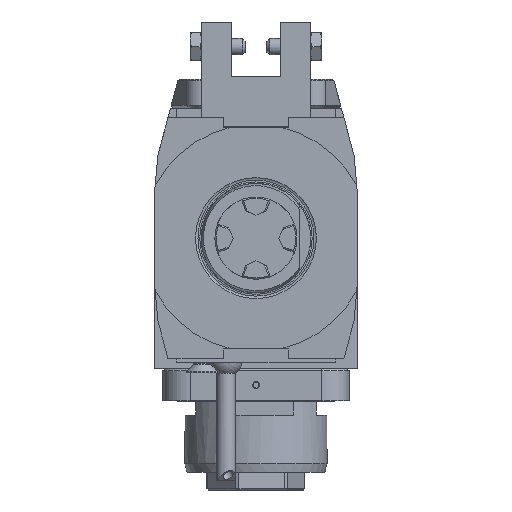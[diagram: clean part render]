
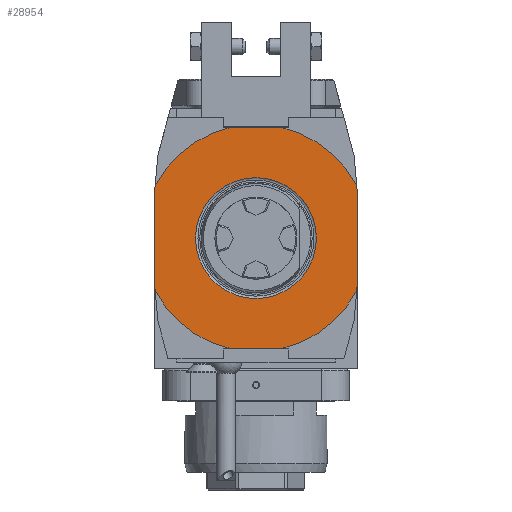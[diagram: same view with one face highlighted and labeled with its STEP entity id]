
A CAD part, front view. The second image highlights one B-rep face of the part: STEP entity #28954.
In plain terms, the highlighted planar face has unit normal (0, -1, 0).
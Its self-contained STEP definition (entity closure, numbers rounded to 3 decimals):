
#280 = CARTESIAN_POINT ( 'NONE',  ( -9.055, -75., -40.5 ) ) ;
#290 = ORIENTED_EDGE ( 'NONE', *, *, #310, .F. ) ;
#310 = EDGE_CURVE ( 'NONE', #13953, #31575, #9367, .T. ) ;
#800 = EDGE_LOOP ( 'NONE', ( #11734 ) ) ;
#1025 = VECTOR ( 'NONE', #31622, 1000. ) ;
#1044 = CARTESIAN_POINT ( 'NONE',  ( 0., -75., 0. ) ) ;
#1790 = ORIENTED_EDGE ( 'NONE', *, *, #19849, .T. ) ;
#2097 = DIRECTION ( 'NONE',  ( 0., -1., 0. ) ) ;
#2281 = VECTOR ( 'NONE', #10840, 1000. ) ;
#2421 = EDGE_CURVE ( 'NONE', #16954, #9470, #23071, .T. ) ;
#2907 = CIRCLE ( 'NONE', #21224, 41.5 ) ;
#3221 = VERTEX_POINT ( 'NONE', #3669 ) ;
#3568 = DIRECTION ( 'NONE',  ( 0., -1., 0. ) ) ;
#3669 = CARTESIAN_POINT ( 'NONE',  ( -36.833, -75., -19.12 ) ) ;
#3778 = DIRECTION ( 'NONE',  ( 0., 0., -1. ) ) ;
#3807 = EDGE_CURVE ( 'NONE', #3221, #28841, #8878, .T. ) ;
#4004 = VECTOR ( 'NONE', #20607, 1000. ) ;
#4024 = ORIENTED_EDGE ( 'NONE', *, *, #30006, .T. ) ;
#4051 = AXIS2_PLACEMENT_3D ( 'NONE', #6643, #16647, #29394 ) ;
#4093 = ORIENTED_EDGE ( 'NONE', *, *, #17360, .F. ) ;
#4243 = EDGE_CURVE ( 'NONE', #5991, #4938, #24317, .T. ) ;
#4375 = CARTESIAN_POINT ( 'NONE',  ( 0., -75., 0. ) ) ;
#4690 = AXIS2_PLACEMENT_3D ( 'NONE', #4375, #6505, #24506 ) ;
#4938 = VERTEX_POINT ( 'NONE', #23650 ) ;
#5560 = CARTESIAN_POINT ( 'NONE',  ( 37., -75., 44. ) ) ;
#5636 = AXIS2_PLACEMENT_3D ( 'NONE', #1044, #13521, #29059 ) ;
#5933 = VECTOR ( 'NONE', #9389, 1000. ) ;
#5991 = VERTEX_POINT ( 'NONE', #8434 ) ;
#6314 = ORIENTED_EDGE ( 'NONE', *, *, #17205, .T. ) ;
#6505 = DIRECTION ( 'NONE',  ( 0., -1., 0. ) ) ;
#6643 = CARTESIAN_POINT ( 'NONE',  ( 0., -75., 0. ) ) ;
#7157 = EDGE_CURVE ( 'NONE', #3221, #10986, #30293, .T. ) ;
#7181 = CARTESIAN_POINT ( 'NONE',  ( -37., -75., -17.21 ) ) ;
#7210 = CARTESIAN_POINT ( 'NONE',  ( -37., -75., 17.21 ) ) ;
#7278 = ORIENTED_EDGE ( 'NONE', *, *, #4243, .F. ) ;
#7327 = DIRECTION ( 'NONE',  ( -1., 0., 0. ) ) ;
#7654 = EDGE_CURVE ( 'NONE', #15999, #12736, #26376, .T. ) ;
#7879 = ORIENTED_EDGE ( 'NONE', *, *, #11678, .F. ) ;
#8208 = CARTESIAN_POINT ( 'NONE',  ( -41.752, -75., 37.11 ) ) ;
#8434 = CARTESIAN_POINT ( 'NONE',  ( -9.055, -75., 40.5 ) ) ;
#8703 = CARTESIAN_POINT ( 'NONE',  ( 0., -75., 0. ) ) ;
#8878 = CIRCLE ( 'NONE', #4690, 41.5 ) ;
#9138 = AXIS2_PLACEMENT_3D ( 'NONE', #20084, #2097, #21942 ) ;
#9194 = DIRECTION ( 'NONE',  ( 0., -1., 0. ) ) ;
#9367 = LINE ( 'NONE', #29144, #1025 ) ;
#9389 = DIRECTION ( 'NONE',  ( 0., 0., -1. ) ) ;
#9470 = VERTEX_POINT ( 'NONE', #21108 ) ;
#9491 = VERTEX_POINT ( 'NONE', #29455 ) ;
#9775 = LINE ( 'NONE', #21019, #11894 ) ;
#9824 = CIRCLE ( 'NONE', #5636, 22.095 ) ;
#10049 = VECTOR ( 'NONE', #3778, 1000. ) ;
#10252 = ORIENTED_EDGE ( 'NONE', *, *, #27704, .F. ) ;
#10840 = DIRECTION ( 'NONE',  ( -0.087, 0., 0.996 ) ) ;
#10864 = ORIENTED_EDGE ( 'NONE', *, *, #7654, .T. ) ;
#10986 = VERTEX_POINT ( 'NONE', #7181 ) ;
#11111 = PLANE ( 'NONE',  #31599 ) ;
#11286 = FACE_BOUND ( 'NONE', #800, .T. ) ;
#11678 = EDGE_CURVE ( 'NONE', #31575, #14075, #11680, .T. ) ;
#11680 = LINE ( 'NONE', #12002, #5933 ) ;
#11734 = ORIENTED_EDGE ( 'NONE', *, *, #15305, .F. ) ;
#11877 = DIRECTION ( 'NONE',  ( 1., 0., 0. ) ) ;
#11894 = VECTOR ( 'NONE', #20710, 1000. ) ;
#12002 = CARTESIAN_POINT ( 'NONE',  ( 37., -75., 44. ) ) ;
#12736 = VERTEX_POINT ( 'NONE', #26039 ) ;
#13521 = DIRECTION ( 'NONE',  ( 0., -1., 0. ) ) ;
#13953 = VERTEX_POINT ( 'NONE', #16379 ) ;
#14075 = VERTEX_POINT ( 'NONE', #20419 ) ;
#15305 = EDGE_CURVE ( 'NONE', #9491, #9491, #9824, .T. ) ;
#15999 = VERTEX_POINT ( 'NONE', #22466 ) ;
#16379 = CARTESIAN_POINT ( 'NONE',  ( 36.833, -75., 19.12 ) ) ;
#16647 = DIRECTION ( 'NONE',  ( 0., -1., 0. ) ) ;
#16675 = LINE ( 'NONE', #22251, #31009 ) ;
#16774 = ORIENTED_EDGE ( 'NONE', *, *, #7157, .F. ) ;
#16954 = VERTEX_POINT ( 'NONE', #7210 ) ;
#17205 = EDGE_CURVE ( 'NONE', #5991, #9470, #20223, .T. ) ;
#17236 = VECTOR ( 'NONE', #11877, 1000. ) ;
#17360 = EDGE_CURVE ( 'NONE', #14075, #12736, #9775, .T. ) ;
#17833 = CARTESIAN_POINT ( 'NONE',  ( -34.112, -75., 50.221 ) ) ;
#18690 = DIRECTION ( 'NONE',  ( -1., 0., 0. ) ) ;
#18693 = LINE ( 'NONE', #26200, #10049 ) ;
#19849 = EDGE_CURVE ( 'NONE', #16954, #10986, #18693, .T. ) ;
#20084 = CARTESIAN_POINT ( 'NONE',  ( 0., -75., 0. ) ) ;
#20223 = CIRCLE ( 'NONE', #4051, 41.5 ) ;
#20419 = CARTESIAN_POINT ( 'NONE',  ( 37., -75., -17.21 ) ) ;
#20607 = DIRECTION ( 'NONE',  ( 0.087, 0., 0.996 ) ) ;
#20710 = DIRECTION ( 'NONE',  ( -0.087, 0., -0.996 ) ) ;
#21019 = CARTESIAN_POINT ( 'NONE',  ( 42.314, -75., 43.535 ) ) ;
#21108 = CARTESIAN_POINT ( 'NONE',  ( -36.833, -75., 19.12 ) ) ;
#21224 = AXIS2_PLACEMENT_3D ( 'NONE', #8703, #9194, #18690 ) ;
#21256 = DIRECTION ( 'NONE',  ( -1., 0., 0. ) ) ;
#21490 = EDGE_LOOP ( 'NONE', ( #4024, #7278, #6314, #27527, #1790, #16774, #27351, #10252, #10864, #4093, #7879, #290 ) ) ;
#21942 = DIRECTION ( 'NONE',  ( -1., 0., 0. ) ) ;
#22251 = CARTESIAN_POINT ( 'NONE',  ( 12., -75., -40.5 ) ) ;
#22466 = CARTESIAN_POINT ( 'NONE',  ( 9.055, -75., -40.5 ) ) ;
#23071 = LINE ( 'NONE', #17833, #4004 ) ;
#23650 = CARTESIAN_POINT ( 'NONE',  ( 9.055, -75., 40.5 ) ) ;
#24317 = LINE ( 'NONE', #26436, #17236 ) ;
#24506 = DIRECTION ( 'NONE',  ( -1., 0., 0. ) ) ;
#26039 = CARTESIAN_POINT ( 'NONE',  ( 36.833, -75., -19.12 ) ) ;
#26200 = CARTESIAN_POINT ( 'NONE',  ( -37., -75., 44. ) ) ;
#26278 = CARTESIAN_POINT ( 'NONE',  ( 37., -75., 17.21 ) ) ;
#26376 = CIRCLE ( 'NONE', #9138, 41.5 ) ;
#26436 = CARTESIAN_POINT ( 'NONE',  ( -12., -75., 40.5 ) ) ;
#27351 = ORIENTED_EDGE ( 'NONE', *, *, #3807, .T. ) ;
#27527 = ORIENTED_EDGE ( 'NONE', *, *, #2421, .F. ) ;
#27704 = EDGE_CURVE ( 'NONE', #15999, #28841, #16675, .T. ) ;
#28114 = FACE_OUTER_BOUND ( 'NONE', #21490, .T. ) ;
#28841 = VERTEX_POINT ( 'NONE', #280 ) ;
#28954 = ADVANCED_FACE ( 'Defeature completata2_0', ( #28114, #11286 ), #11111, .T. ) ;
#29059 = DIRECTION ( 'NONE',  ( 1., 0., 0. ) ) ;
#29144 = CARTESIAN_POINT ( 'NONE',  ( 34.674, -75., 43.796 ) ) ;
#29394 = DIRECTION ( 'NONE',  ( -1., 0., 0. ) ) ;
#29455 = CARTESIAN_POINT ( 'NONE',  ( 22.095, -75., 0. ) ) ;
#30006 = EDGE_CURVE ( 'NONE', #13953, #4938, #2907, .T. ) ;
#30293 = LINE ( 'NONE', #8208, #2281 ) ;
#31009 = VECTOR ( 'NONE', #7327, 1000. ) ;
#31575 = VERTEX_POINT ( 'NONE', #26278 ) ;
#31599 = AXIS2_PLACEMENT_3D ( 'NONE', #5560, #3568, #21256 ) ;
#31622 = DIRECTION ( 'NONE',  ( 0.087, 0., -0.996 ) ) ;
